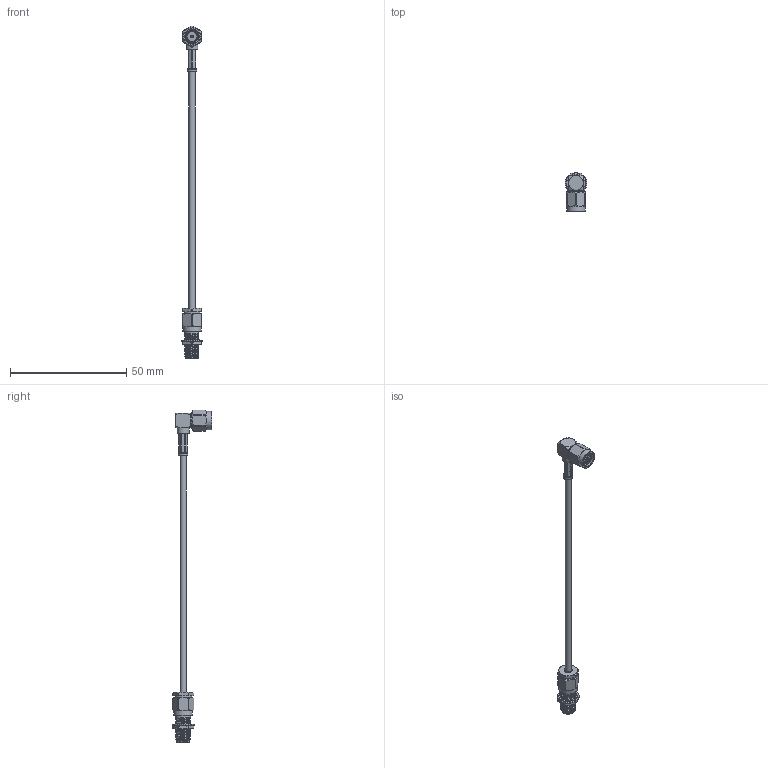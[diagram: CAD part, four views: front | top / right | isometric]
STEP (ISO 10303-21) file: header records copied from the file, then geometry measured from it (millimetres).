
FILE_DESCRIPTION (( 'STEP AP203' ), '1' );
FILE_NAME ('PE3W05957_3D.step', '2022-05-26T15:52:27', ( '' ), ( '' ), 'SwSTEP 2.0', 'SolidWorks 2021', '' );
FILE_SCHEMA (( 'CONFIG_CONTROL_DESIGN' ));
Length unit declared in the file: inch
Products named in the file (4): PE4009^PE3W05957_CRIMPED; PE4032^PE3W05957; LMR-400^PE3W05957_RG316U; PE3W05957_3D
Assembly tree (3 placements, depth 2):
  PE3W05957_3D
    LMR-400^PE3W05957_RG316U
    PE4009^PE3W05957_CRIMPED
    PE4032^PE3W05957
Bounding box: 9.4 x 17.02 x 142.68 mm (x, y, z)
Volume: 2050.1 mm3; surface area: 2887.2 mm2
Topology: 7 solids, 7 shells, 547 faces, 1533 edges, 1018 vertices
Faces by surface type: plane 193, cylinder 153, cone 106, bspline 93, torus 2
Full cylindrical faces by diameter (mm): 0.914 x1, 0.94 x1, 1.168 x1, 1.194 x1, 1.702 x1, 2.591 x1, 2.692 x1, 2.794 x1, 3.048 x1, 3.48 x1, 3.988 x1, 4.064 x1, 4.572 x2, 5.08 x1, 5.436 x1, 5.835 x1, 6.35 x6, 6.539 x1, 7.287 x1, 7.877 x1, 7.938 x1, 9.398 x1
Entity records: 38065 total; most frequent: CARTESIAN_POINT 25056, ORIENTED_EDGE 2928, DIRECTION 2201, EDGE_CURVE 1464, VERTEX_POINT 994, AXIS2_PLACEMENT_3D 810, EDGE_LOOP 604, VECTOR 581
